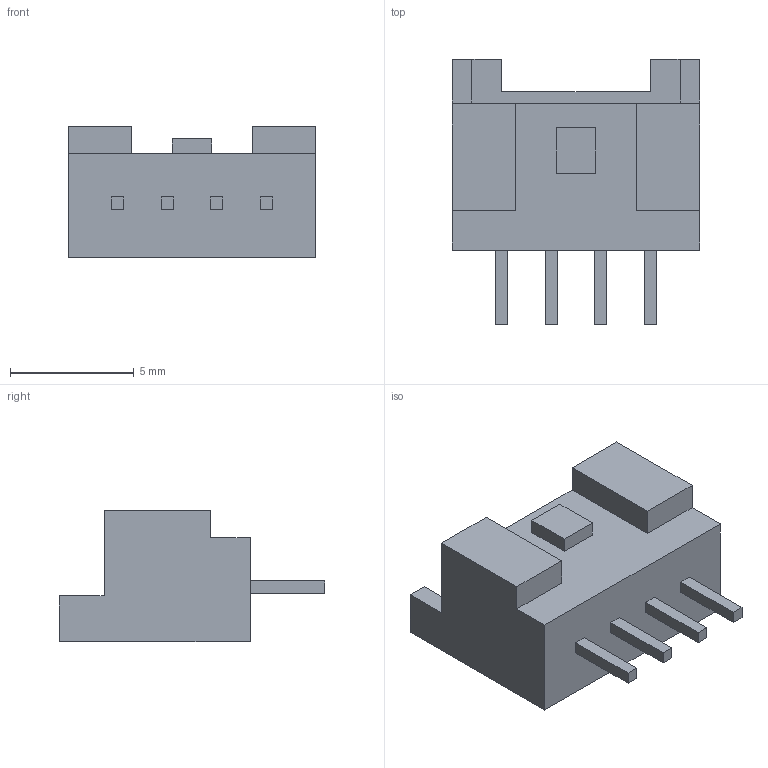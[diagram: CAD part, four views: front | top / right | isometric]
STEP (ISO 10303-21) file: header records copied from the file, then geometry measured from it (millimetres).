
FILE_DESCRIPTION (( 'STEP AP214' ), '1' );
FILE_NAME ('B04B-PASK.STEP', '2010-06-09T02:30:33', ( ' ' ), ( ' ' ), 'SwSTEP 2.0', 'SolidWorks 2005235', '' );
FILE_SCHEMA (( 'AUTOMOTIVE_DESIGN' ));
Length unit declared in the file: millimetre
Products named in the file (1): B04B-PASK
Bounding box: 10 x 10.7 x 5.3 mm (x, y, z)
Volume: 200.4 mm3; surface area: 457.1 mm2
Topology: 1 solids, 1 shells, 69 faces, 174 edges, 116 vertices
Faces by surface type: plane 69
Entity records: 2491 total; most frequent: CARTESIAN_POINT 360, ORIENTED_EDGE 348, DIRECTION 314, EDGE_CURVE 174, VECTOR 174, LINE 174, VERTEX_POINT 116, EDGE_LOOP 78
